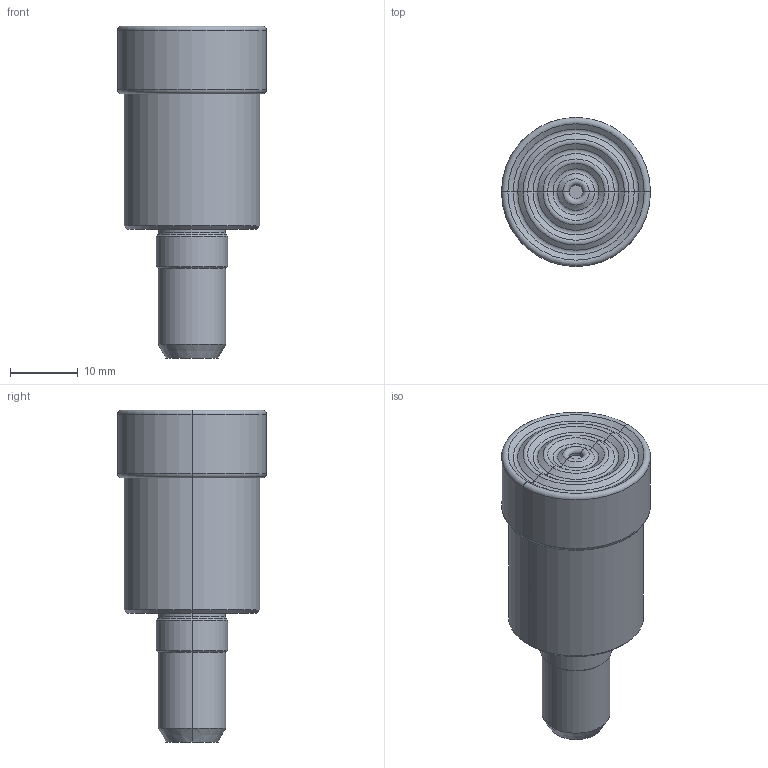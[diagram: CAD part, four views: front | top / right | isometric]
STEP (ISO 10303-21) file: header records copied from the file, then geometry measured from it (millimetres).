
FILE_DESCRIPTION (( 'STEP AP214' ), '1' );
FILE_NAME ('99323-020-2540.STEP', '2017-01-10T11:59:04', ( 'User' ), ( 'GENUINE' ), 'SwSTEP 2.0', 'SolidWorks 2012', '' );
FILE_SCHEMA (( 'AUTOMOTIVE_DESIGN' ));
Length unit declared in the file: millimetre
Products named in the file (1): 99323-020-2540
Bounding box: 22 x 22 x 49 mm (x, y, z)
Volume: 11288.4 mm3; surface area: 3515.4 mm2
Topology: 1 solids, 1 shells, 62 faces, 124 edges, 65 vertices
Faces by surface type: cone 24, torus 20, cylinder 14, plane 4
Entity records: 1964 total; most frequent: DIRECTION 332, CARTESIAN_POINT 250, ORIENTED_EDGE 244, AXIS2_PLACEMENT_3D 147, EDGE_CURVE 122, CIRCLE 84, VERTEX_POINT 65, EDGE_LOOP 65
